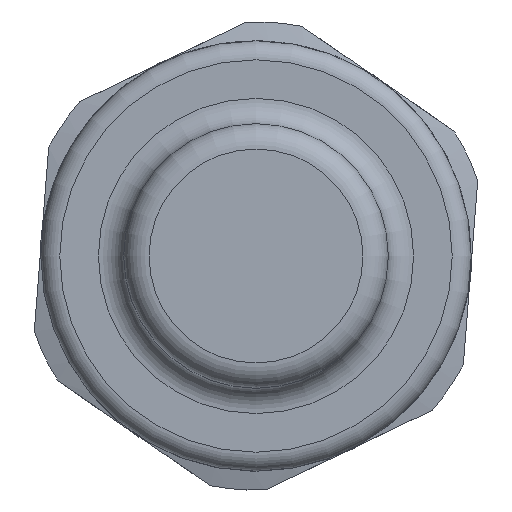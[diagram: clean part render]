
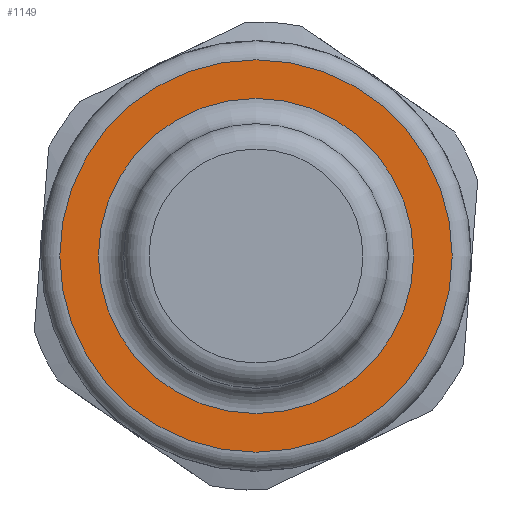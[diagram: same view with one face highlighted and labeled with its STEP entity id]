
A CAD part, left-side view. The second image highlights one B-rep face of the part: STEP entity #1149.
In plain terms, the highlighted planar face has unit normal (-1, 0, 0).
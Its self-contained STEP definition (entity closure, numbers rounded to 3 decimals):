
#1118=CARTESIAN_POINT('',(30.0,12.45,0.));
#1119=VERTEX_POINT('',#1118);
#1120=CARTESIAN_POINT('',(30.0,0.0,0.0));
#1121=DIRECTION('',(-1.0,0.0,0.0));
#1122=DIRECTION('',(0.0,-1.0,0.0));
#1123=AXIS2_PLACEMENT_3D('',#1120,#1121,#1122);
#1124=CIRCLE('',#1123,12.45);
#1125=EDGE_CURVE('',#1119,#1119,#1124,.T.);
#1130=CARTESIAN_POINT('',(30.0,13.725,0.0));
#1131=DIRECTION('',(-1.0,0.0,0.0));
#1132=DIRECTION('',(0.0,0.0,1.0));
#1133=AXIS2_PLACEMENT_3D('',#1130,#1131,#1132);
#1134=PLANE('',#1133);
#1135=CARTESIAN_POINT('',(30.0,15.5,0.0));
#1136=VERTEX_POINT('',#1135);
#1137=CARTESIAN_POINT('',(30.0,0.0,0.0));
#1138=DIRECTION('',(1.0,0.0,0.0));
#1139=DIRECTION('',(0.0,-1.0,0.0));
#1140=AXIS2_PLACEMENT_3D('',#1137,#1138,#1139);
#1141=CIRCLE('',#1140,15.5);
#1142=EDGE_CURVE('',#1136,#1136,#1141,.T.);
#1143=ORIENTED_EDGE('',*,*,#1142,.F.);
#1144=EDGE_LOOP('',(#1143));
#1145=FACE_OUTER_BOUND('',#1144,.T.);
#1146=ORIENTED_EDGE('',*,*,#1125,.F.);
#1147=EDGE_LOOP('',(#1146));
#1148=FACE_BOUND('',#1147,.T.);
#1149=ADVANCED_FACE('',(#1145,#1148),#1134,.T.);
